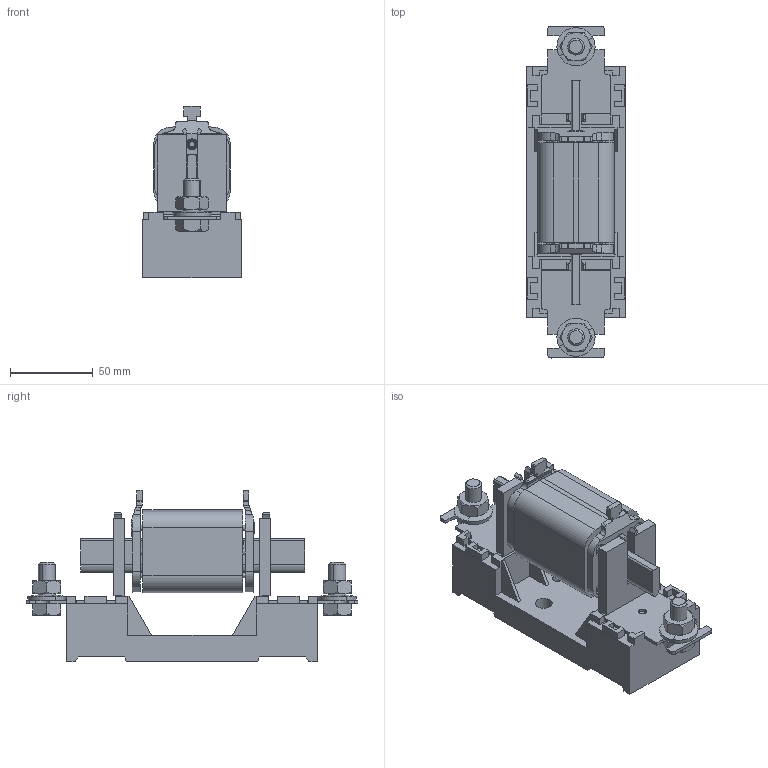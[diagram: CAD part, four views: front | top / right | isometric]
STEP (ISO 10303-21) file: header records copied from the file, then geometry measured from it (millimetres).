
FILE_DESCRIPTION(('CATIA V5 STEP'),'2;1');
FILE_NAME('U1311300_L_NH-Sicherungsunterteil_U1-1_IGZ.stp','2017-05-29T12:26:30+00:00',('none'),('Jean Müller GmbH'),'CATIA Version 5 Release 19 SP 9 (IN-10)','CATIA V5 STEP AP214','none');
FILE_SCHEMA(('AUTOMOTIVE_DESIGN { 1 0 10303 214 1 1 1 1 }'));
Length unit declared in the file: millimetre
Products named in the file (15): U1311300_L_NH-Sicherungsunterteil U1-1/IGZ; 33792_L_Isoliersockel Gr1 und Gr2; 66903_Spannscheibe DIN6796 -10; 65746_Sechskantschraube M10x25; 66113_Sechskantmutter DIN934_M10; 158281_L_Federkontakt Gr.1-U1-1/D11; N1015624_NH-Sicherungseinsatz 500V M1gL 250 K Tr; 20032_L_Isolierkoerper NH-SE Gr.1; 68141_SFS-Extrude-Tite; 60805_Sond-Li-Blechschraube; 59454_Klemmhuelse-Melder; 59455_Verschlussniet; 31625_L_Deckplatte NH-SE Gr.1; 59447_Messerhalteplatte Gr.1; 56703_Kontaktmesser M1
Assembly tree (31 placements, depth 3):
  U1311300_L_NH-Sicherungsunterteil U1-1/IGZ
    33792_L_Isoliersockel Gr1 und Gr2
    66903_Spannscheibe DIN6796 -10  x2
    65746_Sechskantschraube M10x25  x2
    66113_Sechskantmutter DIN934_M10  x2
    158281_L_Federkontakt Gr.1-U1-1/D11  x2
    N1015624_NH-Sicherungseinsatz 500V M1gL 250 K Tr
      20032_L_Isolierkoerper NH-SE Gr.1
      68141_SFS-Extrude-Tite  x4
      60805_Sond-Li-Blechschraube  x8
      59454_Klemmhuelse-Melder
      59455_Verschlussniet
      31625_L_Deckplatte NH-SE Gr.1  x2
      59447_Messerhalteplatte Gr.1  x2
      56703_Kontaktmesser M1  x2
Bounding box: 59.2 x 200 x 103.54 mm (x, y, z)
Volume: 366154 mm3; surface area: 108455.7 mm2
Topology: 30 solids, 30 shells, 1013 faces, 2584 edges, 1660 vertices
Faces by surface type: plane 531, cylinder 310, cone 88, torus 56, sphere 16, revolution 8, bspline 4
Entity records: 17159 total; most frequent: CARTESIAN_POINT 3192, ORIENTED_EDGE 2676, DIRECTION 2131, EDGE_CURVE 1338, VECTOR 868, LINE 868, VERTEX_POINT 867, AXIS2_PLACEMENT_3D 831
